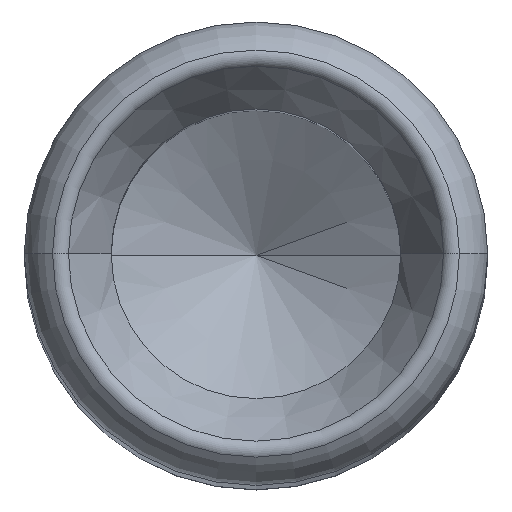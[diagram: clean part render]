
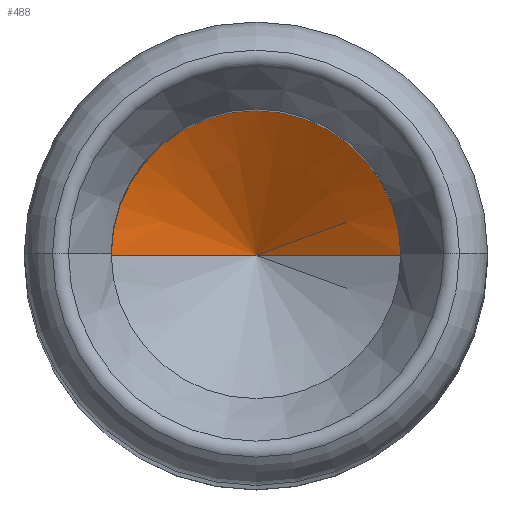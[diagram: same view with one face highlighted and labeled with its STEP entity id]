
A CAD part, top view. The second image highlights one B-rep face of the part: STEP entity #488.
In plain terms, the highlighted conical face has half-angle 59 degrees and reference radius 6.25 mm.
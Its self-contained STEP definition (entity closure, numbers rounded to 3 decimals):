
#12 = AXIS2_PLACEMENT_3D ( 'NONE', #422, #75, #518 ) ;
#42 = VERTEX_POINT ( 'NONE', #366 ) ;
#71 = CARTESIAN_POINT ( 'NONE',  ( 6.25, 0., 80. ) ) ;
#73 = ORIENTED_EDGE ( 'NONE', *, *, #183, .F. ) ;
#75 = DIRECTION ( 'NONE',  ( 0., 0., 1. ) ) ;
#109 = FACE_OUTER_BOUND ( 'NONE', #153, .T. ) ;
#153 = EDGE_LOOP ( 'NONE', ( #73, #437, #658 ) ) ;
#183 = EDGE_CURVE ( 'NONE', #507, #42, #591, .T. ) ;
#189 = VECTOR ( 'NONE', #359, 1000. ) ;
#191 = CARTESIAN_POINT ( 'NONE',  ( 0., 0., 76.245 ) ) ;
#216 = DIRECTION ( 'NONE',  ( -0.857, 0., 0.515 ) ) ;
#244 = DIRECTION ( 'NONE',  ( 1., 0., 0. ) ) ;
#327 = AXIS2_PLACEMENT_3D ( 'NONE', #530, #580, #244 ) ;
#359 = DIRECTION ( 'NONE',  ( 0.857, 0., 0.515 ) ) ;
#366 = CARTESIAN_POINT ( 'NONE',  ( -6.25, 0., 80. ) ) ;
#386 = VERTEX_POINT ( 'NONE', #725 ) ;
#393 = CIRCLE ( 'NONE', #12, 6.25 ) ;
#422 = CARTESIAN_POINT ( 'NONE',  ( 0., 0., 80. ) ) ;
#433 = CONICAL_SURFACE ( 'NONE', #327, 6.25, 1.03 ) ;
#437 = ORIENTED_EDGE ( 'NONE', *, *, #472, .T. ) ;
#472 = EDGE_CURVE ( 'NONE', #507, #386, #623, .T. ) ;
#488 = ADVANCED_FACE ( 'NONE', ( #109 ), #433, .F. ) ;
#507 = VERTEX_POINT ( 'NONE', #191 ) ;
#515 = EDGE_CURVE ( 'NONE', #386, #42, #393, .T. ) ;
#518 = DIRECTION ( 'NONE',  ( 1., 0., 0. ) ) ;
#530 = CARTESIAN_POINT ( 'NONE',  ( 0., 0., 80. ) ) ;
#543 = VECTOR ( 'NONE', #216, 1000. ) ;
#580 = DIRECTION ( 'NONE',  ( 0., 0., 1. ) ) ;
#591 = LINE ( 'NONE', #723, #543 ) ;
#623 = LINE ( 'NONE', #71, #189 ) ;
#658 = ORIENTED_EDGE ( 'NONE', *, *, #515, .T. ) ;
#723 = CARTESIAN_POINT ( 'NONE',  ( -6.25, 0., 80. ) ) ;
#725 = CARTESIAN_POINT ( 'NONE',  ( 6.25, 0., 80. ) ) ;
